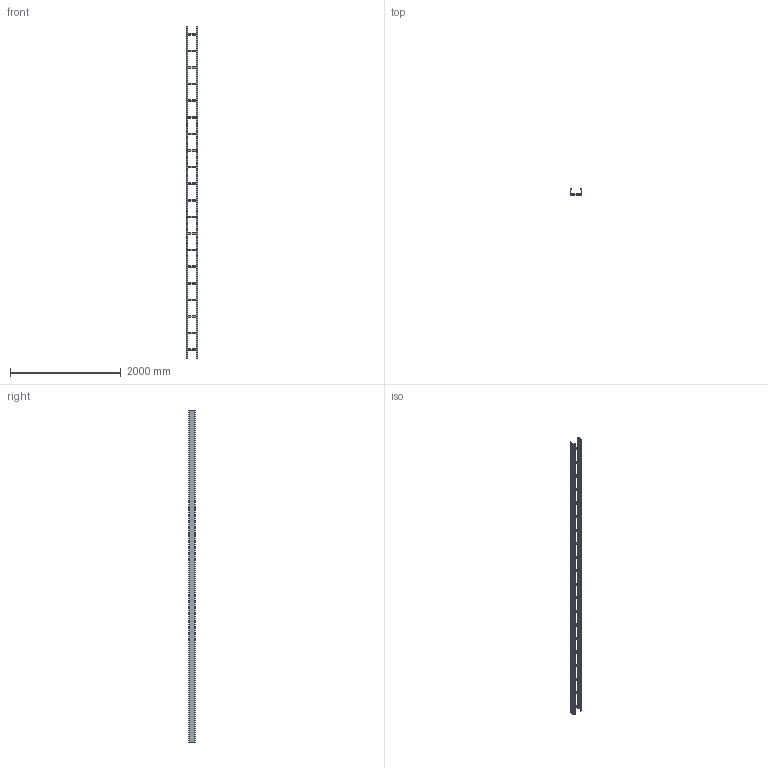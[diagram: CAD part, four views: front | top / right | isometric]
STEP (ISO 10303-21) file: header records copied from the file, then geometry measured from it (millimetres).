
FILE_DESCRIPTION (( 'STEP AP214' ), '1' );
FILE_NAME ('6209820.stp', '2016-08-30T14:05:35', ( '' ), ( '' ), 'SwSTEP 2.0', 'SolidWorks 2014', '' );
FILE_SCHEMA (( 'AUTOMOTIVE_DESIGN' ));
Length unit declared in the file: millimetre
Products named in the file (3): 079986_L=0192; KTS 05.012-096_L=6000 mit D9; 6209820
Assembly tree (22 placements, depth 2):
  6209820
    KTS 05.012-096_L=6000 mit D9  x2
    079986_L=0192  x20
Bounding box: 200 x 110 x 6000 mm (x, y, z)
Volume: 3032030.7 mm3; surface area: 4094905.2 mm2
Topology: 22 solids, 22 shells, 804 faces, 1608 edges, 848 vertices
Faces by surface type: plane 636, cylinder 168
Entity records: 1754 total; most frequent: DIRECTION 314, CARTESIAN_POINT 269, ORIENTED_EDGE 240, EDGE_CURVE 120, AXIS2_PLACEMENT_3D 109, VECTOR 96, LINE 96, VERTEX_POINT 64
